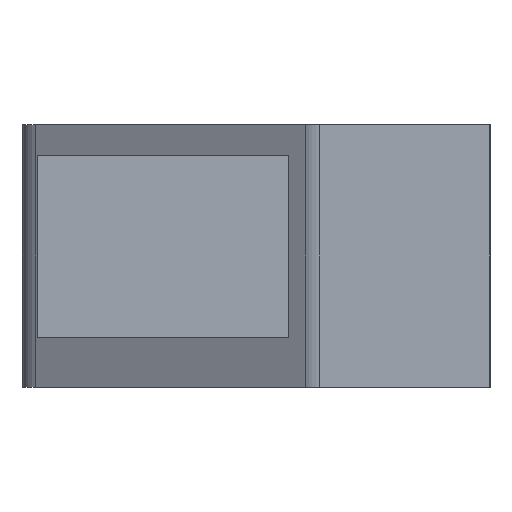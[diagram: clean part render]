
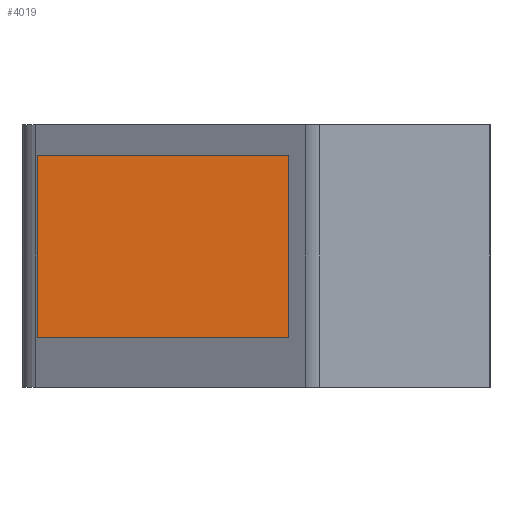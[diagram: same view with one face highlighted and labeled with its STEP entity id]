
A CAD part, left-side view. The second image highlights one B-rep face of the part: STEP entity #4019.
In plain terms, the highlighted planar face has unit normal (-1, 0, 0).
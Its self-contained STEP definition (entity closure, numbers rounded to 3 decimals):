
#161 = EDGE_CURVE ( 'NONE', #6377, #6750, #4140, .T. ) ;
#248 = DIRECTION ( 'NONE',  ( 0., 1., 0. ) ) ;
#289 = CARTESIAN_POINT ( 'NONE',  ( -49.56, 28.104, 24.75 ) ) ;
#311 = AXIS2_PLACEMENT_3D ( 'NONE', #4875, #4633, #4596 ) ;
#385 = EDGE_CURVE ( 'NONE', #596, #6177, #3670, .T. ) ;
#568 = CARTESIAN_POINT ( 'NONE',  ( -49.56, 28.104, 5.25 ) ) ;
#596 = VERTEX_POINT ( 'NONE', #4445 ) ;
#648 = FACE_OUTER_BOUND ( 'NONE', #5967, .T. ) ;
#964 = LINE ( 'NONE', #568, #968 ) ;
#967 = EDGE_CURVE ( 'NONE', #4746, #6750, #3019, .T. ) ;
#968 = VECTOR ( 'NONE', #2511, 1000. ) ;
#1497 = ORIENTED_EDGE ( 'NONE', *, *, #3668, .F. ) ;
#1737 = VECTOR ( 'NONE', #2384, 1000. ) ;
#1743 = LINE ( 'NONE', #2590, #1737 ) ;
#2061 = ORIENTED_EDGE ( 'NONE', *, *, #967, .T. ) ;
#2125 = DIRECTION ( 'NONE',  ( 0., 0., 1. ) ) ;
#2134 = CARTESIAN_POINT ( 'NONE',  ( -49.56, 54.929, 28. ) ) ;
#2222 = CARTESIAN_POINT ( 'NONE',  ( -49.56, 28.104, 5.25 ) ) ;
#2384 = DIRECTION ( 'NONE',  ( 0., 0., -1. ) ) ;
#2511 = DIRECTION ( 'NONE',  ( 0., 1., 0. ) ) ;
#2559 = ORIENTED_EDGE ( 'NONE', *, *, #2711, .F. ) ;
#2590 = CARTESIAN_POINT ( 'NONE',  ( -49.56, 28.104, 5.25 ) ) ;
#2673 = ORIENTED_EDGE ( 'NONE', *, *, #385, .F. ) ;
#2711 = EDGE_CURVE ( 'NONE', #4746, #596, #1743, .T. ) ;
#2997 = VECTOR ( 'NONE', #248, 1000. ) ;
#3019 = LINE ( 'NONE', #289, #2997 ) ;
#3234 = DIRECTION ( 'NONE',  ( 0., 0., -1. ) ) ;
#3239 = CARTESIAN_POINT ( 'NONE',  ( -49.56, 28.104, 5.25 ) ) ;
#3662 = VECTOR ( 'NONE', #3234, 1000. ) ;
#3668 = EDGE_CURVE ( 'NONE', #6177, #6377, #964, .T. ) ;
#3670 = LINE ( 'NONE', #3239, #3662 ) ;
#4019 = ADVANCED_FACE ( 'NONE', ( #648 ), #4661, .F. ) ;
#4134 = VECTOR ( 'NONE', #2125, 1000. ) ;
#4140 = LINE ( 'NONE', #2134, #4134 ) ;
#4445 = CARTESIAN_POINT ( 'NONE',  ( -49.56, 28.104, 15. ) ) ;
#4596 = DIRECTION ( 'NONE',  ( 0., 0., -1. ) ) ;
#4633 = DIRECTION ( 'NONE',  ( 1., 0., 0. ) ) ;
#4661 = PLANE ( 'NONE',  #311 ) ;
#4746 = VERTEX_POINT ( 'NONE', #5310 ) ;
#4875 = CARTESIAN_POINT ( 'NONE',  ( -49.56, 28.104, 5.25 ) ) ;
#5310 = CARTESIAN_POINT ( 'NONE',  ( -49.56, 28.104, 24.75 ) ) ;
#5428 = CARTESIAN_POINT ( 'NONE',  ( -49.56, 54.929, 5.25 ) ) ;
#5635 = ORIENTED_EDGE ( 'NONE', *, *, #161, .F. ) ;
#5967 = EDGE_LOOP ( 'NONE', ( #1497, #2673, #2559, #2061, #5635 ) ) ;
#6177 = VERTEX_POINT ( 'NONE', #2222 ) ;
#6285 = CARTESIAN_POINT ( 'NONE',  ( -49.56, 54.929, 24.75 ) ) ;
#6377 = VERTEX_POINT ( 'NONE', #5428 ) ;
#6750 = VERTEX_POINT ( 'NONE', #6285 ) ;
